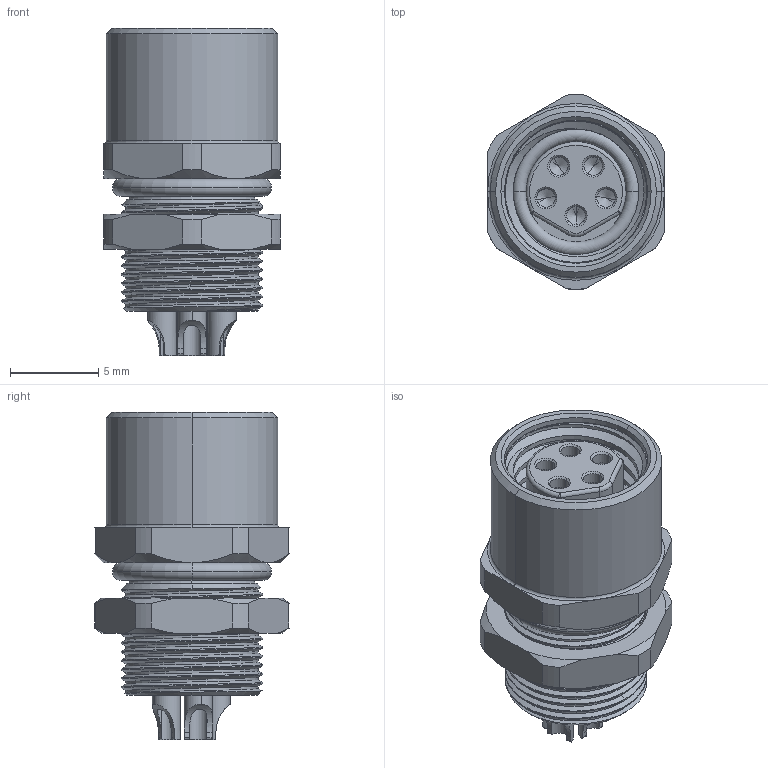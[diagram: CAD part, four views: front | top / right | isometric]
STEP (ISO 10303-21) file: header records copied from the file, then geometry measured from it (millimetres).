
FILE_DESCRIPTION((''),'2;1');
FILE_NAME('5P-K15','2025-09-10T',('gongcheng16'),(''),'PRO/ENGINEER BY PARAMETRIC TECHNOLOGY CORPORATION, 2010280','PRO/ENGINEER BY PARAMETRIC TECHNOLOGY CORPORATION, 2010280','');
FILE_SCHEMA(('CONFIG_CONTROL_DESIGN'));
Length unit declared in the file: millimetre
Products named in the file (1): 5P-K15
Bounding box: 10 x 10.99 x 18.5 mm (x, y, z)
Volume: 219.2 mm3; surface area: 2591.7 mm2
Topology: 1 solids, 11 shells, 527 faces, 1281 edges, 793 vertices
Faces by surface type: cylinder 208, plane 161, cone 106, torus 26, bspline 24, sphere 2
Entity records: 22165 total; most frequent: CARTESIAN_POINT 9982, DIRECTION 2531, ORIENTED_EDGE 2522, EDGE_CURVE 1261, AXIS2_PLACEMENT_3D 995, VERTEX_POINT 793, EDGE_LOOP 582, VECTOR 541
